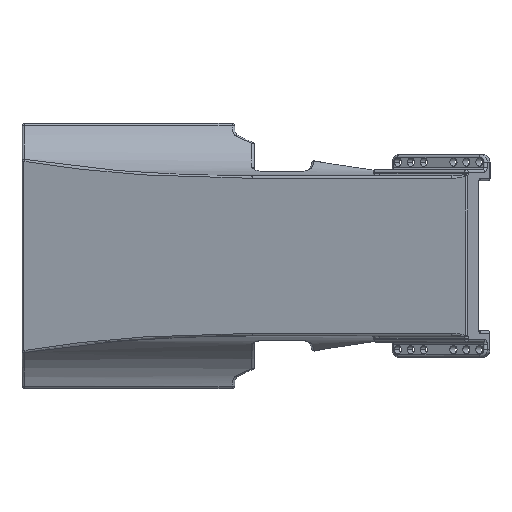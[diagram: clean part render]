
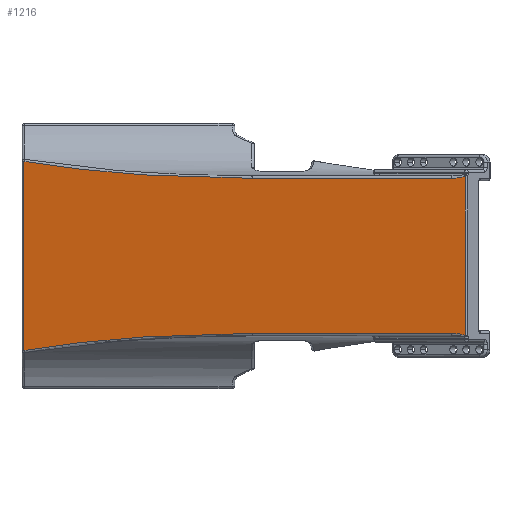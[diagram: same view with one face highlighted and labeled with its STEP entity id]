
A CAD part, top view. The second image highlights one B-rep face of the part: STEP entity #1216.
In plain terms, the highlighted planar face has unit normal (-0.208, 0, 0.978).
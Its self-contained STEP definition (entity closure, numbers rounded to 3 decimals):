
#75 = VECTOR ( 'NONE', #970, 1000. ) ;
#97 = VERTEX_POINT ( 'NONE', #5194 ) ;
#202 = CARTESIAN_POINT ( 'NONE',  ( -7.307, 89., 35.596 ) ) ;
#249 = CARTESIAN_POINT ( 'NONE',  ( -40.84, 89., 28.46 ) ) ;
#276 = ORIENTED_EDGE ( 'NONE', *, *, #561, .T. ) ;
#353 = CARTESIAN_POINT ( 'NONE',  ( 77.833, 152., 53.714 ) ) ;
#411 = CARTESIAN_POINT ( 'NONE',  ( -98.6, 82.157, 16.169 ) ) ;
#549 = FACE_OUTER_BOUND ( 'NONE', #8422, .T. ) ;
#561 = EDGE_CURVE ( 'NONE', #5920, #1758, #6142, .T. ) ;
#661 = CARTESIAN_POINT ( 'NONE',  ( -98.6, 157.843, 16.169 ) ) ;
#667 = CARTESIAN_POINT ( 'NONE',  ( 77.833, 151.991, 53.714 ) ) ;
#722 = VERTEX_POINT ( 'NONE', #411 ) ;
#796 = ORIENTED_EDGE ( 'NONE', *, *, #5526, .T. ) ;
#867 = CARTESIAN_POINT ( 'NONE',  ( -72.469, 86.629, 21.729 ) ) ;
#970 = DIRECTION ( 'NONE',  ( 0., 1., 0. ) ) ;
#1187 = CARTESIAN_POINT ( 'NONE',  ( 72.363, 89., 52.551 ) ) ;
#1216 = ADVANCED_FACE ( 'NONE', ( #549 ), #8852, .T. ) ;
#1248 = CARTESIAN_POINT ( 'NONE',  ( -40.84, 151., 28.46 ) ) ;
#1300 =( BOUNDED_CURVE ( )  B_SPLINE_CURVE ( 3, ( #4071, #1248, #5293, #661 ),
 .UNSPECIFIED., .F., .F. ) 
 B_SPLINE_CURVE_WITH_KNOTS ( ( 4, 4 ),
 ( 1.571, 2.248 ),
 .UNSPECIFIED. ) 
 CURVE ( )  GEOMETRIC_REPRESENTATION_ITEM ( )  RATIONAL_B_SPLINE_CURVE ( ( 1., 0.962, 0.962, 1. ) ) 
 REPRESENTATION_ITEM ( '' )  );
#1362 = CARTESIAN_POINT ( 'NONE',  ( -99.392, 151., 16. ) ) ;
#1413 = CARTESIAN_POINT ( 'NONE',  ( 77.833, 88.009, 53.714 ) ) ;
#1604 = VERTEX_POINT ( 'NONE', #1413 ) ;
#1660 = LINE ( 'NONE', #353, #75 ) ;
#1749 = CARTESIAN_POINT ( 'NONE',  ( 72.363, 89., 52.551 ) ) ;
#1758 = VERTEX_POINT ( 'NONE', #6463 ) ;
#1794 = VERTEX_POINT ( 'NONE', #3775 ) ;
#2136 = VECTOR ( 'NONE', #8853, 1000. ) ;
#2200 = ORIENTED_EDGE ( 'NONE', *, *, #3601, .T. ) ;
#2229 =( BOUNDED_CURVE ( )  B_SPLINE_CURVE ( 3, ( #6747, #5287, #6158, #4611 ),
 .UNSPECIFIED., .F., .F. ) 
 B_SPLINE_CURVE_WITH_KNOTS ( ( 4, 4 ),
 ( 3.67, 4.712 ),
 .UNSPECIFIED. ) 
 CURVE ( )  GEOMETRIC_REPRESENTATION_ITEM ( )  RATIONAL_B_SPLINE_CURVE ( ( 1., 0.912, 0.912, 1. ) ) 
 REPRESENTATION_ITEM ( '' )  );
#2270 = EDGE_CURVE ( 'NONE', #1758, #1794, #1300, .T. ) ;
#2536 = ORIENTED_EDGE ( 'NONE', *, *, #3960, .T. ) ;
#2683 = CARTESIAN_POINT ( 'NONE',  ( 74.669, 89., 53.041 ) ) ;
#2861 = ORIENTED_EDGE ( 'NONE', *, *, #4401, .F. ) ;
#2945 = ORIENTED_EDGE ( 'NONE', *, *, #2270, .T. ) ;
#3256 = VECTOR ( 'NONE', #4713, 1000. ) ;
#3601 = EDGE_CURVE ( 'NONE', #1794, #722, #8293, .T. ) ;
#3775 = CARTESIAN_POINT ( 'NONE',  ( -98.6, 157.843, 16.169 ) ) ;
#3958 = DIRECTION ( 'NONE',  ( 0.978, 0., 0.208 ) ) ;
#3960 = EDGE_CURVE ( 'NONE', #1604, #8827, #1660, .T. ) ;
#4011 = CARTESIAN_POINT ( 'NONE',  ( 72.363, 151., 52.551 ) ) ;
#4071 = CARTESIAN_POINT ( 'NONE',  ( -7.307, 151., 35.596 ) ) ;
#4401 = EDGE_CURVE ( 'NONE', #1604, #6630, #8160, .T. ) ;
#4611 = CARTESIAN_POINT ( 'NONE',  ( 72.363, 151., 52.551 ) ) ;
#4627 = EDGE_CURVE ( 'NONE', #97, #722, #5949, .T. ) ;
#4713 = DIRECTION ( 'NONE',  ( 0., -1., 0. ) ) ;
#5194 = CARTESIAN_POINT ( 'NONE',  ( -7.307, 89., 35.596 ) ) ;
#5279 = CARTESIAN_POINT ( 'NONE',  ( 77.833, 88.009, 53.714 ) ) ;
#5287 = CARTESIAN_POINT ( 'NONE',  ( 76.669, 151.362, 53.467 ) ) ;
#5293 = CARTESIAN_POINT ( 'NONE',  ( -72.469, 153.371, 21.729 ) ) ;
#5448 = CARTESIAN_POINT ( 'NONE',  ( -99.392, 152., 16. ) ) ;
#5524 = CARTESIAN_POINT ( 'NONE',  ( -98.6, 120., 16.169 ) ) ;
#5526 = EDGE_CURVE ( 'NONE', #8827, #5920, #2229, .T. ) ;
#5833 = VECTOR ( 'NONE', #7842, 1000. ) ;
#5920 = VERTEX_POINT ( 'NONE', #4011 ) ;
#5949 =( BOUNDED_CURVE ( )  B_SPLINE_CURVE ( 3, ( #202, #249, #867, #8590 ),
 .UNSPECIFIED., .F., .F. ) 
 B_SPLINE_CURVE_WITH_KNOTS ( ( 4, 4 ),
 ( 1.571, 2.248 ),
 .UNSPECIFIED. ) 
 CURVE ( )  GEOMETRIC_REPRESENTATION_ITEM ( )  RATIONAL_B_SPLINE_CURVE ( ( 1., 0.962, 0.962, 1. ) ) 
 REPRESENTATION_ITEM ( '' )  );
#6142 = LINE ( 'NONE', #1362, #2136 ) ;
#6158 = CARTESIAN_POINT ( 'NONE',  ( 74.669, 151., 53.041 ) ) ;
#6463 = CARTESIAN_POINT ( 'NONE',  ( -7.307, 151., 35.596 ) ) ;
#6581 = LINE ( 'NONE', #8522, #5833 ) ;
#6630 = VERTEX_POINT ( 'NONE', #1749 ) ;
#6747 = CARTESIAN_POINT ( 'NONE',  ( 77.833, 151.991, 53.714 ) ) ;
#6868 = CARTESIAN_POINT ( 'NONE',  ( 76.669, 88.638, 53.467 ) ) ;
#7493 = DIRECTION ( 'NONE',  ( -0.208, 0., 0.978 ) ) ;
#7842 = DIRECTION ( 'NONE',  ( -0.978, 0., -0.208 ) ) ;
#8148 = AXIS2_PLACEMENT_3D ( 'NONE', #5448, #7493, #3958 ) ;
#8160 =( BOUNDED_CURVE ( )  B_SPLINE_CURVE ( 3, ( #5279, #6868, #2683, #1187 ),
 .UNSPECIFIED., .F., .F. ) 
 B_SPLINE_CURVE_WITH_KNOTS ( ( 4, 4 ),
 ( 3.67, 4.712 ),
 .UNSPECIFIED. ) 
 CURVE ( )  GEOMETRIC_REPRESENTATION_ITEM ( )  RATIONAL_B_SPLINE_CURVE ( ( 1., 0.912, 0.912, 1. ) ) 
 REPRESENTATION_ITEM ( '' )  );
#8293 = LINE ( 'NONE', #5524, #3256 ) ;
#8422 = EDGE_LOOP ( 'NONE', ( #2945, #2200, #8552, #8874, #2861, #2536, #796, #276 ) ) ;
#8522 = CARTESIAN_POINT ( 'NONE',  ( -99.392, 89., 16. ) ) ;
#8552 = ORIENTED_EDGE ( 'NONE', *, *, #4627, .F. ) ;
#8590 = CARTESIAN_POINT ( 'NONE',  ( -98.6, 82.157, 16.169 ) ) ;
#8598 = EDGE_CURVE ( 'NONE', #6630, #97, #6581, .T. ) ;
#8827 = VERTEX_POINT ( 'NONE', #667 ) ;
#8852 = PLANE ( 'NONE',  #8148 ) ;
#8853 = DIRECTION ( 'NONE',  ( -0.978, 0., -0.208 ) ) ;
#8874 = ORIENTED_EDGE ( 'NONE', *, *, #8598, .F. ) ;
